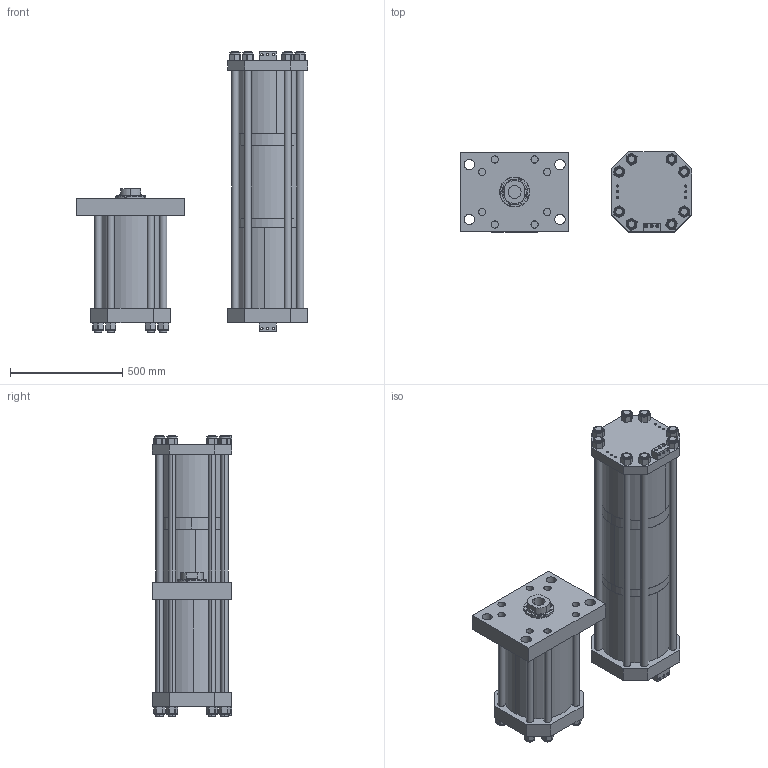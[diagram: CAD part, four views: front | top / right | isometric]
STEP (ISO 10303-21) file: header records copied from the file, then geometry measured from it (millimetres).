
FILE_DESCRIPTION (( 'STEP AP203' ), '1' );
FILE_NAME ('HPS-100-6.00-.25-FH.STEP', '2020-05-27T16:52:01', ( '' ), ( '' ), 'SwSTEP 2.0', 'SolidWorks 2018', '' );
FILE_SCHEMA (( 'CONFIG_CONTROL_DESIGN' ));
Length unit declared in the file: inch
Products named in the file (17): F10062; E10013; E90BRK; E10059; E10061_.25; ES10014_.25; E10003; E10004; HPS-100-6.00-.25-FH; E10060_6.0; E10011_6.0; E10064.; G10010; E10063_6.00-.25(47.367"); NLN 1.25; ES10005_6.0; E10001_Work Rod
Assembly tree (46 placements, depth 2):
  HPS-100-6.00-.25-FH
    E10004
    E10003
    E10001_Work Rod
    G10010
    E10013
    E10064.
    NLN 1.25  x16
    E10059
    F10062
    E90BRK  x2
    ES10014_.25
    E10061_.25
    ES10005_6.0
    E10011_6.0
    E10060_6.0  x8
    E10063_6.00-.25(47.367")  x8
Bounding box: 1028.7 x 355.6 x 1247.62 mm (x, y, z)
Volume: 82932408.3 mm3; surface area: 6546379.7 mm2
Topology: 46 solids, 46 shells, 1090 faces, 2565 edges, 1626 vertices
Faces by surface type: cylinder 543, plane 419, cone 64, torus 64
Entity records: 19163 total; most frequent: CARTESIAN_POINT 3675, DIRECTION 2941, ORIENTED_EDGE 2436, EDGE_CURVE 1218, AXIS2_PLACEMENT_3D 1205, VERTEX_POINT 794, EDGE_LOOP 708, CIRCLE 635
